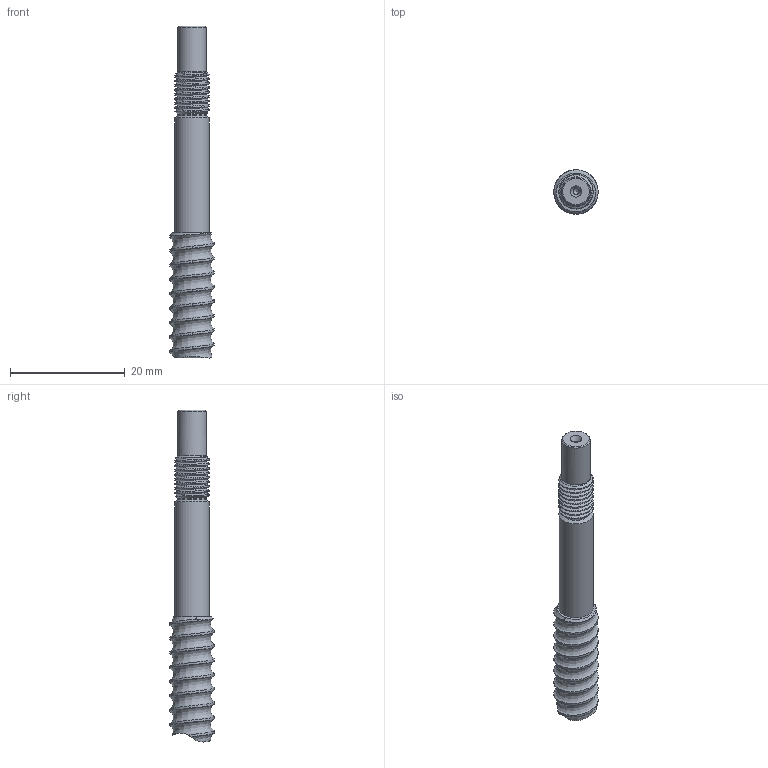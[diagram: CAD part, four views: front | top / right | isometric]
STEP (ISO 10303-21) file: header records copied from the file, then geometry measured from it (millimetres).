
FILE_DESCRIPTION(('HOOPS Exchange Step'),'2;1');
FILE_NAME('export-FF61EB54-5CAE-42BE-8AAF-060E500ACD64.stp','2024-06-21T16:15:22+02:00',('Engineering'),('Alibre'),'HOOPS Exchange 2023.0','Alibre','Unknown authorisation');
FILE_SCHEMA( ('AP242_MANAGED_MODEL_BASED_3D_ENGINEERING_MIM_LF {1 0 10303 442 1 1 4 }') );
Length unit declared in the file: millimetre
Products named in the file (1): 8106 EK-FK-FKA 06 Ballscrew End Machinig Fixed side
Bounding box: 7.7 x 7.7 x 57.76 mm (x, y, z)
Volume: 1715.4 mm3; surface area: 1349.8 mm2
Topology: 1 solids, 1 shells, 40 faces, 112 edges, 75 vertices
Faces by surface type: cylinder 26, cone 8, plane 3, bspline 3
Full cylindrical faces by diameter (mm): 1 x1, 4.9 x1, 5 x1, 5.941 x8, 6 x1, 7.7 x7
Entity records: 24028 total; most frequent: CARTESIAN_POINT 23078, ORIENTED_EDGE 218, DIRECTION 155, EDGE_CURVE 109, VERTEX_POINT 73, AXIS2_PLACEMENT_3D 63, B_SPLINE_CURVE_WITH_KNOTS 56, EDGE_LOOP 42
